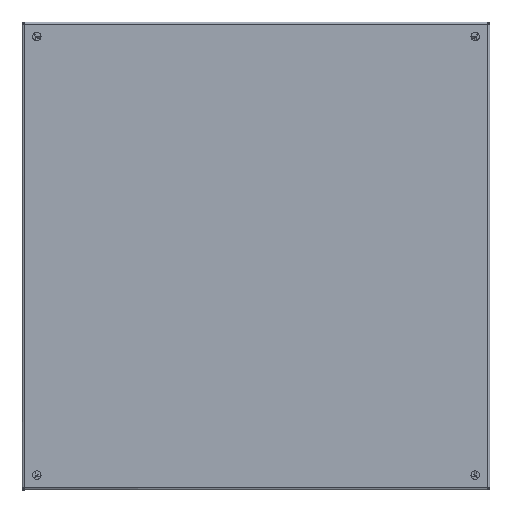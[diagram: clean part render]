
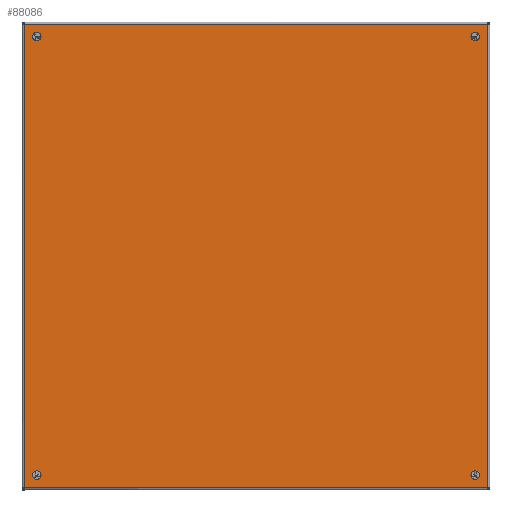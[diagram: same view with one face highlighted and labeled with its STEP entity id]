
A CAD part, top view. The second image highlights one B-rep face of the part: STEP entity #88086.
In plain terms, the highlighted planar face has unit normal (0, 0, 1).
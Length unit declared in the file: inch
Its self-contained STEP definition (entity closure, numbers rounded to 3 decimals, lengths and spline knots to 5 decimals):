
#389 = ORIENTED_EDGE ( 'NONE', *, *, #68576, .F. ) ;
#1815 = DIRECTION ( 'NONE',  ( 0., 0., -1. ) ) ;
#2259 = DIRECTION ( 'NONE',  ( 0., 0., -1. ) ) ;
#2539 = LINE ( 'NONE', #23303, #61197 ) ;
#2721 = CARTESIAN_POINT ( 'NONE',  ( 23.76975, 23.75777, 8.9175 ) ) ;
#2848 = LINE ( 'NONE', #14794, #63993 ) ;
#3123 = VERTEX_POINT ( 'NONE', #66663 ) ;
#3326 = ORIENTED_EDGE ( 'NONE', *, *, #3401, .T. ) ;
#3401 = EDGE_CURVE ( 'NONE', #92827, #88712, #18125, .T. ) ;
#3783 = ORIENTED_EDGE ( 'NONE', *, *, #28784, .T. ) ;
#4450 = LINE ( 'NONE', #63259, #60601 ) ;
#6243 = AXIS2_PLACEMENT_3D ( 'NONE', #73938, #39273, #97669 ) ;
#6434 = VERTEX_POINT ( 'NONE', #99680 ) ;
#6618 = EDGE_LOOP ( 'NONE', ( #3326, #11448, #98551, #389, #59252, #44481, #67209, #90482 ) ) ;
#7180 = AXIS2_PLACEMENT_3D ( 'NONE', #42133, #10475, #82078 ) ;
#8613 = FACE_BOUND ( 'NONE', #78402, .T. ) ;
#10475 = DIRECTION ( 'NONE',  ( 0., 0., -1. ) ) ;
#11448 = ORIENTED_EDGE ( 'NONE', *, *, #101060, .F. ) ;
#11904 = CARTESIAN_POINT ( 'NONE',  ( 23.125, 23.125, 8.9175 ) ) ;
#12111 = CARTESIAN_POINT ( 'NONE',  ( 23.76975, -0.00777, 8.9175 ) ) ;
#14304 = VECTOR ( 'NONE', #52767, 39.37008 ) ;
#14794 = CARTESIAN_POINT ( 'NONE',  ( 11.875, 23.76975, 8.9175 ) ) ;
#15272 = EDGE_CURVE ( 'NONE', #61090, #77390, #48288, .T. ) ;
#18125 = CIRCLE ( 'NONE', #24068, 0.07 ) ;
#19793 = DIRECTION ( 'NONE',  ( -1., 0., 0. ) ) ;
#20498 = CARTESIAN_POINT ( 'NONE',  ( 0.625, 23.125, 8.9175 ) ) ;
#20844 = DIRECTION ( 'NONE',  ( 0., 0., -1. ) ) ;
#23303 = CARTESIAN_POINT ( 'NONE',  ( 11.875, -0.01975, 8.9175 ) ) ;
#23444 = FACE_OUTER_BOUND ( 'NONE', #6618, .T. ) ;
#24068 = AXIS2_PLACEMENT_3D ( 'NONE', #35291, #74154, #43330 ) ;
#25345 = AXIS2_PLACEMENT_3D ( 'NONE', #20498, #20844, #84841 ) ;
#25965 = FACE_BOUND ( 'NONE', #40933, .T. ) ;
#26098 = DIRECTION ( 'NONE',  ( 0., 0., -1. ) ) ;
#26539 = CARTESIAN_POINT ( 'NONE',  ( 23.81289, 23.81289, 8.9175 ) ) ;
#27317 = AXIS2_PLACEMENT_3D ( 'NONE', #51927, #67718, #19793 ) ;
#27950 = LINE ( 'NONE', #44360, #14304 ) ;
#28784 = EDGE_CURVE ( 'NONE', #31353, #31353, #84633, .T. ) ;
#30269 = DIRECTION ( 'NONE',  ( -1., 0., 0. ) ) ;
#31353 = VERTEX_POINT ( 'NONE', #67620 ) ;
#33115 = EDGE_CURVE ( 'NONE', #6434, #6434, #42988, .T. ) ;
#33441 = FACE_BOUND ( 'NONE', #43508, .T. ) ;
#34098 = CARTESIAN_POINT ( 'NONE',  ( -0.06289, -0.06289, 8.9175 ) ) ;
#35291 = CARTESIAN_POINT ( 'NONE',  ( 23.81289, -0.06289, 8.9175 ) ) ;
#36916 = EDGE_CURVE ( 'NONE', #92827, #56134, #2539, .T. ) ;
#36959 = AXIS2_PLACEMENT_3D ( 'NONE', #11904, #84173, #82806 ) ;
#39273 = DIRECTION ( 'NONE',  ( 0., 0., -1. ) ) ;
#39649 = FACE_BOUND ( 'NONE', #78703, .T. ) ;
#40933 = EDGE_LOOP ( 'NONE', ( #83376 ) ) ;
#42133 = CARTESIAN_POINT ( 'NONE',  ( 11.875, 11.875, 8.9175 ) ) ;
#42590 = DIRECTION ( 'NONE',  ( 1., 0., 0. ) ) ;
#42988 = CIRCLE ( 'NONE', #6243, 0.21875 ) ;
#43330 = DIRECTION ( 'NONE',  ( 1., 0., 0. ) ) ;
#43508 = EDGE_LOOP ( 'NONE', ( #3783 ) ) ;
#44360 = CARTESIAN_POINT ( 'NONE',  ( 23.76975, 11.875, 8.9175 ) ) ;
#44481 = ORIENTED_EDGE ( 'NONE', *, *, #50281, .F. ) ;
#47832 = VERTEX_POINT ( 'NONE', #56749 ) ;
#48288 = CIRCLE ( 'NONE', #50491, 0.07 ) ;
#50281 = EDGE_CURVE ( 'NONE', #74168, #91157, #4450, .T. ) ;
#50491 = AXIS2_PLACEMENT_3D ( 'NONE', #26539, #2259, #42590 ) ;
#51895 = CARTESIAN_POINT ( 'NONE',  ( -0.00777, -0.01975, 8.9175 ) ) ;
#51927 = CARTESIAN_POINT ( 'NONE',  ( 23.125, 0.625, 8.9175 ) ) ;
#52767 = DIRECTION ( 'NONE',  ( 0., -1., 0. ) ) ;
#56134 = VERTEX_POINT ( 'NONE', #51895 ) ;
#56749 = CARTESIAN_POINT ( 'NONE',  ( -0.00777, 23.76975, 8.9175 ) ) ;
#57084 = VERTEX_POINT ( 'NONE', #63472 ) ;
#59252 = ORIENTED_EDGE ( 'NONE', *, *, #86456, .T. ) ;
#60601 = VECTOR ( 'NONE', #95362, 39.37008 ) ;
#61090 = VERTEX_POINT ( 'NONE', #2721 ) ;
#61197 = VECTOR ( 'NONE', #30269, 39.37008 ) ;
#61764 = AXIS2_PLACEMENT_3D ( 'NONE', #66043, #26098, #90464 ) ;
#63193 = EDGE_CURVE ( 'NONE', #57084, #57084, #101834, .T. ) ;
#63259 = CARTESIAN_POINT ( 'NONE',  ( -0.01975, 11.875, 8.9175 ) ) ;
#63472 = CARTESIAN_POINT ( 'NONE',  ( 22.90625, 0.625, 8.9175 ) ) ;
#63993 = VECTOR ( 'NONE', #78716, 39.37008 ) ;
#66043 = CARTESIAN_POINT ( 'NONE',  ( -0.06289, 23.81289, 8.9175 ) ) ;
#66054 = CARTESIAN_POINT ( 'NONE',  ( -0.01975, 23.75777, 8.9175 ) ) ;
#66663 = CARTESIAN_POINT ( 'NONE',  ( 22.90625, 23.125, 8.9175 ) ) ;
#67209 = ORIENTED_EDGE ( 'NONE', *, *, #100468, .T. ) ;
#67620 = CARTESIAN_POINT ( 'NONE',  ( 0.40625, 23.125, 8.9175 ) ) ;
#67718 = DIRECTION ( 'NONE',  ( 0., 0., -1. ) ) ;
#68339 = CIRCLE ( 'NONE', #92249, 0.07 ) ;
#68576 = EDGE_CURVE ( 'NONE', #47832, #77390, #2848, .T. ) ;
#72369 = CIRCLE ( 'NONE', #36959, 0.21875 ) ;
#73645 = PLANE ( 'NONE',  #7180 ) ;
#73668 = CARTESIAN_POINT ( 'NONE',  ( -0.01975, -0.00777, 8.9175 ) ) ;
#73938 = CARTESIAN_POINT ( 'NONE',  ( 0.625, 0.625, 8.9175 ) ) ;
#74154 = DIRECTION ( 'NONE',  ( 0., 0., -1. ) ) ;
#74168 = VERTEX_POINT ( 'NONE', #73668 ) ;
#77390 = VERTEX_POINT ( 'NONE', #93925 ) ;
#78188 = ORIENTED_EDGE ( 'NONE', *, *, #97550, .T. ) ;
#78402 = EDGE_LOOP ( 'NONE', ( #92958 ) ) ;
#78703 = EDGE_LOOP ( 'NONE', ( #78188 ) ) ;
#78716 = DIRECTION ( 'NONE',  ( 1., 0., 0. ) ) ;
#81399 = DIRECTION ( 'NONE',  ( 1., 0., 0. ) ) ;
#82078 = DIRECTION ( 'NONE',  ( -1., 0., 0. ) ) ;
#82806 = DIRECTION ( 'NONE',  ( -1., 0., 0. ) ) ;
#83376 = ORIENTED_EDGE ( 'NONE', *, *, #63193, .T. ) ;
#84173 = DIRECTION ( 'NONE',  ( 0., 0., -1. ) ) ;
#84633 = CIRCLE ( 'NONE', #25345, 0.21875 ) ;
#84841 = DIRECTION ( 'NONE',  ( -1., 0., 0. ) ) ;
#86456 = EDGE_CURVE ( 'NONE', #47832, #91157, #94226, .T. ) ;
#88086 = ADVANCED_FACE ( 'NONE', ( #33441, #39649, #8613, #25965, #23444 ), #73645, .F. ) ;
#88712 = VERTEX_POINT ( 'NONE', #12111 ) ;
#90464 = DIRECTION ( 'NONE',  ( 1., 0., 0. ) ) ;
#90482 = ORIENTED_EDGE ( 'NONE', *, *, #36916, .F. ) ;
#91157 = VERTEX_POINT ( 'NONE', #66054 ) ;
#92249 = AXIS2_PLACEMENT_3D ( 'NONE', #34098, #1815, #81399 ) ;
#92827 = VERTEX_POINT ( 'NONE', #98335 ) ;
#92958 = ORIENTED_EDGE ( 'NONE', *, *, #33115, .T. ) ;
#93925 = CARTESIAN_POINT ( 'NONE',  ( 23.75777, 23.76975, 8.9175 ) ) ;
#94226 = CIRCLE ( 'NONE', #61764, 0.07 ) ;
#95362 = DIRECTION ( 'NONE',  ( 0., 1., 0. ) ) ;
#97550 = EDGE_CURVE ( 'NONE', #3123, #3123, #72369, .T. ) ;
#97669 = DIRECTION ( 'NONE',  ( -1., 0., 0. ) ) ;
#98335 = CARTESIAN_POINT ( 'NONE',  ( 23.75777, -0.01975, 8.9175 ) ) ;
#98551 = ORIENTED_EDGE ( 'NONE', *, *, #15272, .T. ) ;
#99680 = CARTESIAN_POINT ( 'NONE',  ( 0.40625, 0.625, 8.9175 ) ) ;
#100468 = EDGE_CURVE ( 'NONE', #74168, #56134, #68339, .T. ) ;
#101060 = EDGE_CURVE ( 'NONE', #61090, #88712, #27950, .T. ) ;
#101834 = CIRCLE ( 'NONE', #27317, 0.21875 ) ;
